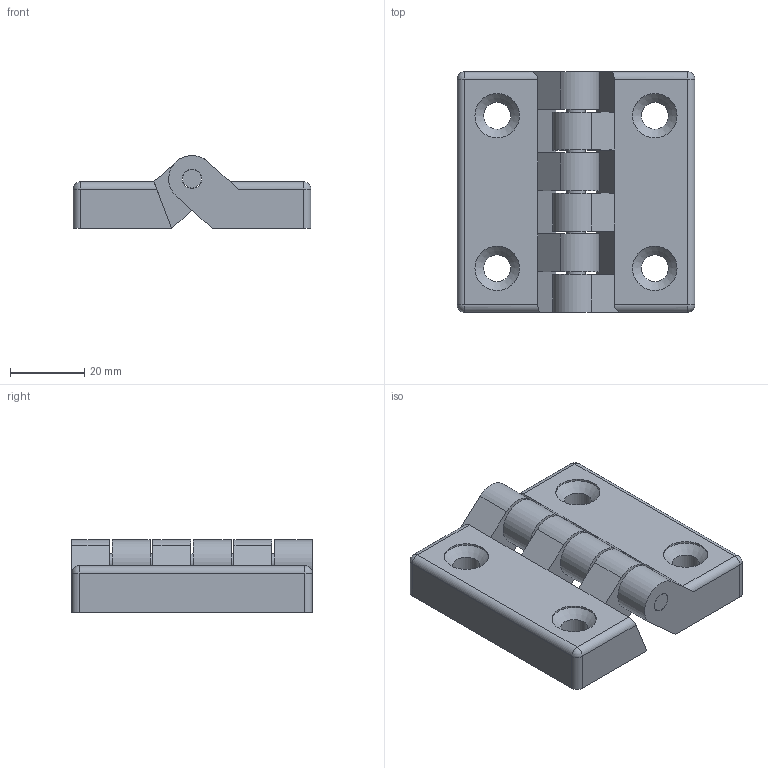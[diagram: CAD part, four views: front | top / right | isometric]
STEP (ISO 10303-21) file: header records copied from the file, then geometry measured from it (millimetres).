
FILE_DESCRIPTION(/* description */ (''),/* implementation_level */ '2;1');
FILE_NAME(/* name */ 'HP6564.stp',/* time_stamp */ '2024-09-19T15:38:12+09:00',/* author */ ('user'),/* organization */ (''),/* preprocessor_version */ 'ST-DEVELOPER v15.6',/* originating_system */ 'Autodesk Inventor 2015',/* authorisation */ '');
FILE_SCHEMA (('AUTOMOTIVE_DESIGN { 1 0 10303 214 3 1 1 }'));
Length unit declared in the file: millimetre
Products named in the file (4): HP6564_L; HP6564_PIN; HP6564_R; HP6564
Bounding box: 64.2 x 65 x 19.7 mm (x, y, z)
Volume: 36044.3 mm3; surface area: 23294.2 mm2
Topology: 3 solids, 3 shells, 181 faces, 483 edges, 310 vertices
Faces by surface type: plane 138, cylinder 35, sphere 4, cone 4
Full cylindrical faces by diameter (mm): 5 x1, 5.2 x6, 7.3 x4, 12 x4, 12.1 x4
Entity records: 5527 total; most frequent: CARTESIAN_POINT 942, DIRECTION 926, ORIENTED_EDGE 904, EDGE_CURVE 452, LINE 354, VECTOR 354, VERTEX_POINT 302, AXIS2_PLACEMENT_3D 286
